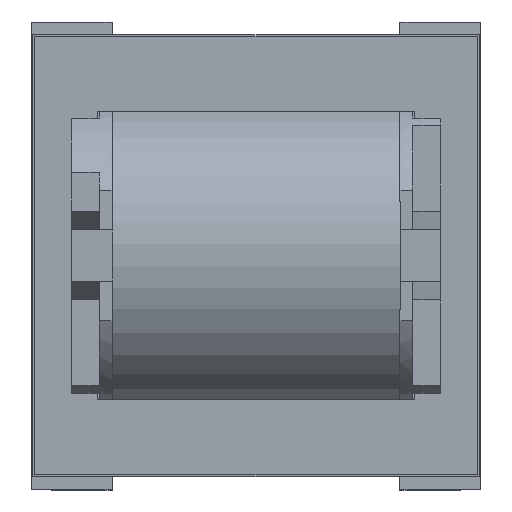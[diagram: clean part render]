
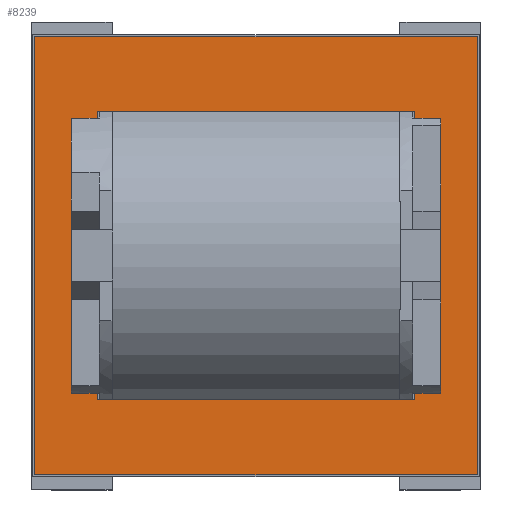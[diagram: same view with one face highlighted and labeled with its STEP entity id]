
A CAD part, top view. The second image highlights one B-rep face of the part: STEP entity #8239.
In plain terms, the highlighted face is planar.
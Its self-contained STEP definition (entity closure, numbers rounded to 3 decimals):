
#1798=ORIENTED_EDGE('',*,*,#2680,.F.);
#1799=ORIENTED_EDGE('',*,*,#2681,.T.);
#1800=ORIENTED_EDGE('',*,*,#2682,.F.);
#1801=ORIENTED_EDGE('',*,*,#2683,.F.);
#1802=ORIENTED_EDGE('',*,*,#2675,.F.);
#1803=ORIENTED_EDGE('',*,*,#2669,.T.);
#1804=ORIENTED_EDGE('',*,*,#2671,.F.);
#1805=ORIENTED_EDGE('',*,*,#2684,.F.);
#2669=EDGE_CURVE('',#3230,#3234,#3927,.T.);
#2671=EDGE_CURVE('',#3235,#3234,#3928,.T.);
#2675=EDGE_CURVE('',#3230,#3238,#3931,.T.);
#2680=EDGE_CURVE('',#3240,#3241,#3935,.T.);
#2681=EDGE_CURVE('',#3240,#3242,#3936,.T.);
#2682=EDGE_CURVE('',#3243,#3242,#3937,.T.);
#2683=EDGE_CURVE('',#3241,#3243,#3938,.T.);
#2684=EDGE_CURVE('',#3238,#3235,#3939,.T.);
#3230=VERTEX_POINT('',#11953);
#3234=VERTEX_POINT('',#11960);
#3235=VERTEX_POINT('',#11965);
#3238=VERTEX_POINT('',#11973);
#3240=VERTEX_POINT('',#11982);
#3241=VERTEX_POINT('',#11983);
#3242=VERTEX_POINT('',#11985);
#3243=VERTEX_POINT('',#11987);
#3927=LINE('',#11961,#4632);
#3928=LINE('',#11964,#4633);
#3931=LINE('',#11972,#4636);
#3935=LINE('',#11981,#4640);
#3936=LINE('',#11984,#4641);
#3937=LINE('',#11986,#4642);
#3938=LINE('',#11988,#4643);
#3939=LINE('',#11989,#4644);
#4632=VECTOR('',#10250,1000.);
#4633=VECTOR('',#10255,1000.);
#4636=VECTOR('',#10262,1000.);
#4640=VECTOR('',#10272,1000.);
#4641=VECTOR('',#10273,1000.);
#4642=VECTOR('',#10274,1000.);
#4643=VECTOR('',#10275,1000.);
#4644=VECTOR('',#10276,1000.);
#5010=EDGE_LOOP('',(#1798,#1799,#1800,#1801));
#5011=EDGE_LOOP('',(#1802,#1803,#1804,#1805));
#5373=FACE_BOUND('',#5010,.T.);
#5374=FACE_BOUND('',#5011,.T.);
#5653=PLANE('',#8699);
#8239=ADVANCED_FACE('',(#5373,#5374),#5653,.T.);
#8699=AXIS2_PLACEMENT_3D('',#11980,#10270,#10271);
#10250=DIRECTION('',(0.,0.,-1.));
#10255=DIRECTION('',(-1.,0.,0.));
#10262=DIRECTION('',(1.,0.,0.));
#10270=DIRECTION('',(0.,1.,0.));
#10271=DIRECTION('',(-1.,0.,0.));
#10272=DIRECTION('',(-1.,0.,0.));
#10273=DIRECTION('',(0.,0.,-1.));
#10274=DIRECTION('',(1.,0.,0.));
#10275=DIRECTION('',(0.,0.,-1.));
#10276=DIRECTION('',(0.,0.,-1.));
#11953=CARTESIAN_POINT('',(-14.5,23.985,13.139));
#11960=CARTESIAN_POINT('',(-14.5,23.985,-13.139));
#11961=CARTESIAN_POINT('',(-14.5,23.985,20.));
#11964=CARTESIAN_POINT('',(-14.5,23.985,-13.139));
#11965=CARTESIAN_POINT('',(14.5,23.985,-13.139));
#11972=CARTESIAN_POINT('',(-14.5,23.985,13.139));
#11973=CARTESIAN_POINT('',(14.5,23.985,13.139));
#11980=CARTESIAN_POINT('',(-20.2,23.985,20.));
#11981=CARTESIAN_POINT('',(-20.2,23.985,20.));
#11982=CARTESIAN_POINT('',(20.2,23.985,20.));
#11983=CARTESIAN_POINT('',(-20.2,23.985,20.));
#11984=CARTESIAN_POINT('',(20.2,23.985,-20.));
#11985=CARTESIAN_POINT('',(20.2,23.985,-20.));
#11986=CARTESIAN_POINT('',(0.,23.985,-20.));
#11987=CARTESIAN_POINT('',(-20.2,23.985,-20.));
#11988=CARTESIAN_POINT('',(-20.2,23.985,-20.));
#11989=CARTESIAN_POINT('',(14.5,23.985,20.));
